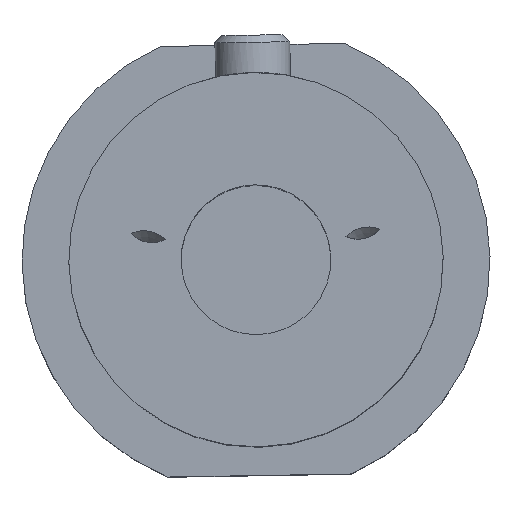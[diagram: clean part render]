
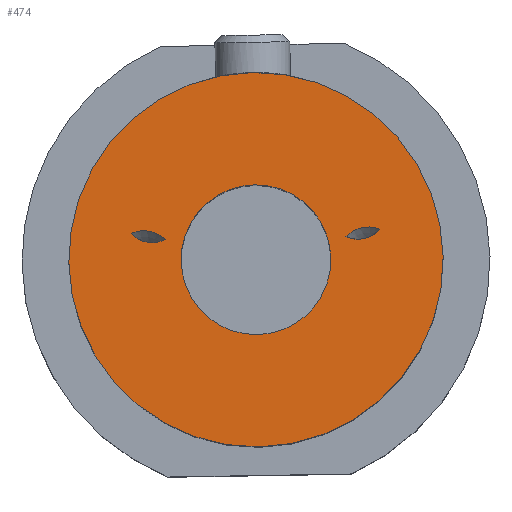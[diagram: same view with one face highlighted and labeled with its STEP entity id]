
A CAD part, top view. The second image highlights one B-rep face of the part: STEP entity #474.
In plain terms, the highlighted planar face has unit normal (0, 0, 1).
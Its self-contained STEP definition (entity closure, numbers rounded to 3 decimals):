
#97=PLANE('',#1763);
#166=FACE_BOUND('',#673,.T.);
#167=FACE_BOUND('',#674,.T.);
#168=FACE_BOUND('',#675,.T.);
#169=FACE_BOUND('',#676,.T.);
#474=ADVANCED_FACE('',(#166,#167,#168,#169),#97,.T.);
#673=EDGE_LOOP('',(#869,#870));
#674=EDGE_LOOP('',(#871,#872));
#675=EDGE_LOOP('',(#873));
#676=EDGE_LOOP('',(#874));
#795=CIRCLE('',#1743,3.3);
#796=CIRCLE('',#1745,3.3);
#804=CIRCLE('',#1758,20.);
#805=CIRCLE('',#1760,3.);
#806=CIRCLE('',#1761,3.);
#807=CIRCLE('',#1762,8.);
#869=ORIENTED_EDGE('',*,*,#1475,.T.);
#870=ORIENTED_EDGE('',*,*,#1497,.T.);
#871=ORIENTED_EDGE('',*,*,#1477,.T.);
#872=ORIENTED_EDGE('',*,*,#1498,.T.);
#873=ORIENTED_EDGE('',*,*,#1499,.T.);
#874=ORIENTED_EDGE('',*,*,#1496,.F.);
#1309=VERTEX_POINT('',#2453);
#1310=VERTEX_POINT('',#2454);
#1311=VERTEX_POINT('',#2467);
#1312=VERTEX_POINT('',#2468);
#1327=VERTEX_POINT('',#2559);
#1328=VERTEX_POINT('',#2564);
#1475=EDGE_CURVE('',#1310,#1309,#795,.T.);
#1477=EDGE_CURVE('',#1312,#1311,#796,.T.);
#1496=EDGE_CURVE('',#1327,#1327,#804,.T.);
#1497=EDGE_CURVE('',#1309,#1310,#805,.T.);
#1498=EDGE_CURVE('',#1311,#1312,#806,.T.);
#1499=EDGE_CURVE('',#1328,#1328,#807,.T.);
#1743=AXIS2_PLACEMENT_3D('',#2455,#1938,#1939);
#1745=AXIS2_PLACEMENT_3D('',#2469,#1942,#1943);
#1758=AXIS2_PLACEMENT_3D('',#2558,#1976,#1977);
#1760=AXIS2_PLACEMENT_3D('',#2561,#1980,#1981);
#1761=AXIS2_PLACEMENT_3D('',#2562,#1982,#1983);
#1762=AXIS2_PLACEMENT_3D('',#2563,#1984,#1985);
#1763=AXIS2_PLACEMENT_3D('',#2565,#1986,#1987);
#1938=DIRECTION('',(0.,0.,-1.));
#1939=DIRECTION('',(-1.,-0.017,0.));
#1942=DIRECTION('',(0.,0.,-1.));
#1943=DIRECTION('',(-1.,-0.017,0.));
#1976=DIRECTION('',(0.,0.,-1.));
#1977=DIRECTION('',(-1.,-0.017,0.));
#1980=DIRECTION('',(0.,0.,-1.));
#1981=DIRECTION('',(-1.,-0.017,0.));
#1982=DIRECTION('',(0.,0.,-1.));
#1983=DIRECTION('',(-1.,-0.017,0.));
#1984=DIRECTION('',(0.,0.,-1.));
#1985=DIRECTION('',(-1.,-0.017,0.));
#1986=DIRECTION('',(0.,0.,1.));
#1987=DIRECTION('',(-1.,-0.017,0.));
#2453=CARTESIAN_POINT('',(13.222,3.266,50.));
#2454=CARTESIAN_POINT('',(9.613,2.481,50.));
#2455=CARTESIAN_POINT('',(11.998,0.201,50.));
#2467=CARTESIAN_POINT('',(-9.69,2.158,50.));
#2468=CARTESIAN_POINT('',(-13.324,2.821,50.));
#2469=CARTESIAN_POINT('',(-11.998,-0.201,50.));
#2558=CARTESIAN_POINT('',(0.,0.,50.));
#2559=CARTESIAN_POINT('',(-19.997,-0.335,50.));
#2561=CARTESIAN_POINT('',(10.915,5.183,50.));
#2562=CARTESIAN_POINT('',(-11.082,4.815,50.));
#2563=CARTESIAN_POINT('',(0.,0.,50.));
#2564=CARTESIAN_POINT('',(-7.999,-0.134,50.));
#2565=CARTESIAN_POINT('',(-0.335,19.997,50.));
